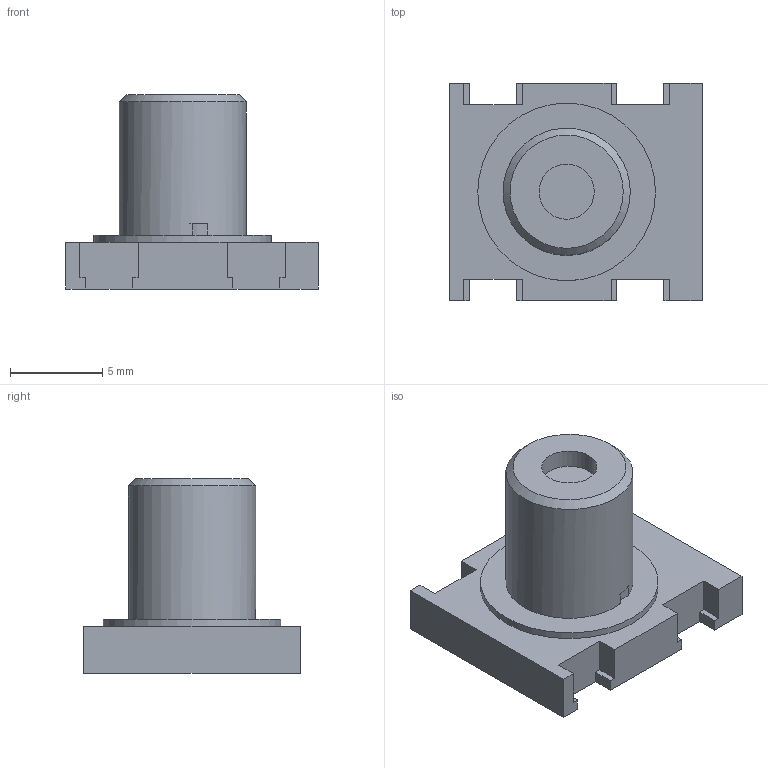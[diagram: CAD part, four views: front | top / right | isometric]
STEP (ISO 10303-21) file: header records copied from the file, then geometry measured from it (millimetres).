
FILE_DESCRIPTION(/* description */ (''),/* implementation_level */ '2;1');
FILE_NAME(/* name */ 'mtg flange.stp',/* time_stamp */ '2015-12-22T14:35:43-06:00',/* author */ ('tom'),/* organization */ (''),/* preprocessor_version */ 'ST-DEVELOPER v15.2',/* originating_system */ 'Autodesk Inventor 2014',/* authorisation */ '');
FILE_SCHEMA (('AUTOMOTIVE_DESIGN { 1 0 10303 214 3 1 1 }'));
Length unit declared in the file: inch
Products named in the file (1): mtg flange
Bounding box: 13.72 x 11.79 x 10.54 mm (x, y, z)
Volume: 678.8 mm3; surface area: 651.5 mm2
Topology: 1 solids, 1 shells, 48 faces, 131 edges, 87 vertices
Faces by surface type: plane 42, cylinder 5, cone 1
Full cylindrical faces by diameter (mm): 2.997 x1, 6.909 x1, 9.652 x1
Entity records: 1506 total; most frequent: CARTESIAN_POINT 261, ORIENTED_EDGE 252, DIRECTION 238, EDGE_CURVE 126, LINE 112, VECTOR 112, VERTEX_POINT 86, AXIS2_PLACEMENT_3D 63
